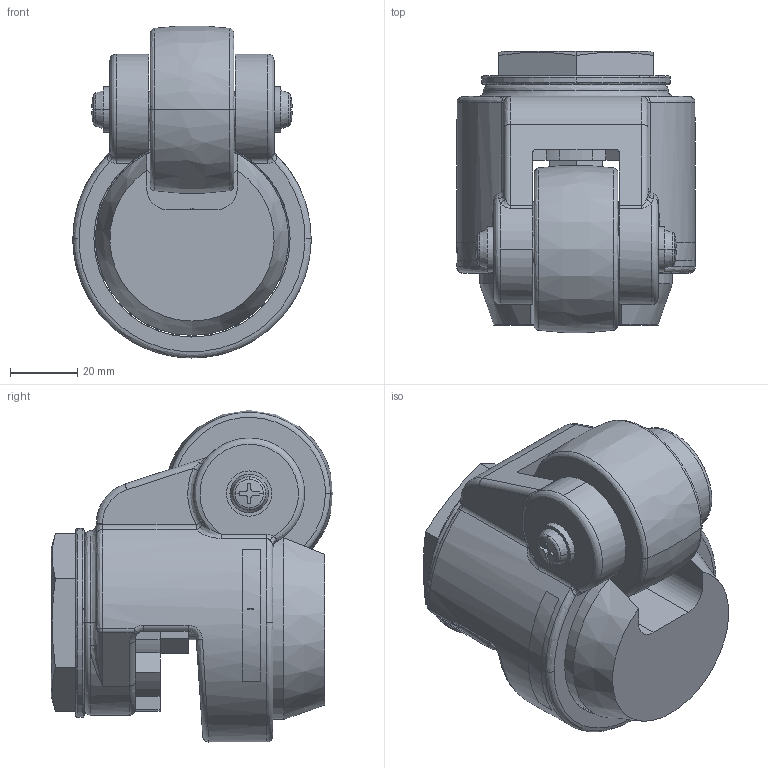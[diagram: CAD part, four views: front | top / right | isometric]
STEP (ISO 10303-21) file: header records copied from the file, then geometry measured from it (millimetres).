
FILE_DESCRIPTION (( 'STEP AP203' ), '1' );
FILE_NAME ('098LF050AF46.STEP', '2020-03-16T07:24:35', ( '' ), ( '' ), 'SwSTEP 2.0', 'SolidWorks 2019', '' );
FILE_SCHEMA (( 'CONFIG_CONTROL_DESIGN' ));
Length unit declared in the file: millimetre
Products named in the file (1): 098LF050AF46
Bounding box: 71.04 x 83.91 x 99.01 mm (x, y, z)
Volume: 259471.6 mm3; surface area: 52086.8 mm2
Topology: 1 solids, 1 shells, 301 faces, 800 edges, 502 vertices
Faces by surface type: cylinder 99, plane 99, bspline 93, cone 10
Entity records: 15827 total; most frequent: CARTESIAN_POINT 9048, ORIENTED_EDGE 1578, DIRECTION 1205, EDGE_CURVE 789, VERTEX_POINT 502, AXIS2_PLACEMENT_3D 448, EDGE_LOOP 321, LINE 309
